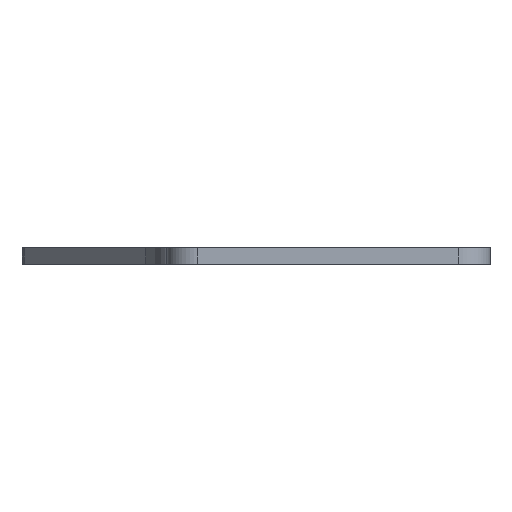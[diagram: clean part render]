
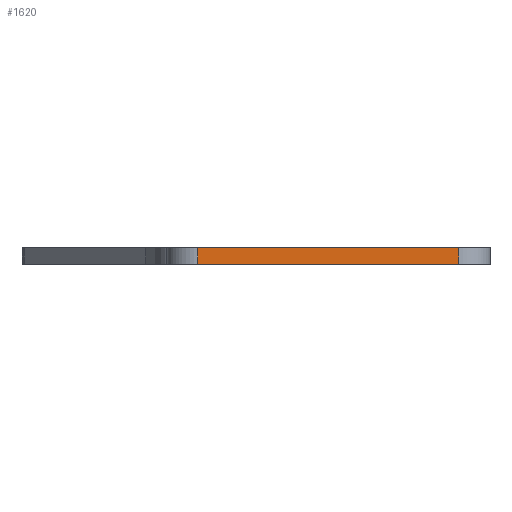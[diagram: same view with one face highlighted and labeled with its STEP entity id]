
A CAD part, front view. The second image highlights one B-rep face of the part: STEP entity #1620.
In plain terms, the highlighted planar face has unit normal (0, -1, 0).
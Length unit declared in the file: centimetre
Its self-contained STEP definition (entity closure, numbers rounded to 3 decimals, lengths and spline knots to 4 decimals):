
#94=PLANE('',#1743);
#173=FACE_OUTER_BOUND('',#261,.T.);
#261=EDGE_LOOP('',(#1511,#1512,#1513,#1514));
#307=LINE('',#2292,#483);
#389=LINE('',#2531,#565);
#437=LINE('',#2700,#613);
#438=LINE('',#2702,#614);
#483=VECTOR('',#1826,3.2239);
#565=VECTOR('',#2020,3.2239);
#613=VECTOR('',#2158,0.2);
#614=VECTOR('',#2161,0.2);
#714=VERTEX_POINT('',#2286);
#715=VERTEX_POINT('',#2291);
#791=VERTEX_POINT('',#2525);
#792=VERTEX_POINT('',#2530);
#876=EDGE_CURVE('',#714,#715,#307,.T.);
#988=EDGE_CURVE('',#791,#792,#389,.T.);
#1049=EDGE_CURVE('',#714,#792,#437,.T.);
#1050=EDGE_CURVE('',#715,#791,#438,.T.);
#1511=ORIENTED_EDGE('',*,*,#876,.F.);
#1512=ORIENTED_EDGE('',*,*,#1049,.T.);
#1513=ORIENTED_EDGE('',*,*,#988,.F.);
#1514=ORIENTED_EDGE('',*,*,#1050,.F.);
#1620=ADVANCED_FACE('',(#173),#94,.T.);
#1743=AXIS2_PLACEMENT_3D('',#2701,#2159,#2160);
#1826=DIRECTION('',(1.,0.,0.));
#2020=DIRECTION('',(-1.,0.,0.));
#2158=DIRECTION('',(0.,0.,-1.));
#2159=DIRECTION('center_axis',(0.,-1.,0.));
#2160=DIRECTION('ref_axis',(-1.,0.,0.));
#2161=DIRECTION('',(0.,0.,-1.));
#2286=CARTESIAN_POINT('',(-14.4546,0.3081,0.2));
#2291=CARTESIAN_POINT('',(-11.2308,0.3081,0.2));
#2292=CARTESIAN_POINT('',(-12.1154,0.3081,0.2));
#2525=CARTESIAN_POINT('',(-11.2308,0.3081,0.));
#2530=CARTESIAN_POINT('',(-14.4546,0.3081,0.));
#2531=CARTESIAN_POINT('',(-12.4838,0.3081,0.));
#2700=CARTESIAN_POINT('',(-14.4546,0.3081,0.2039));
#2701=CARTESIAN_POINT('Origin',(-11.2308,0.3081,0.2039));
#2702=CARTESIAN_POINT('',(-11.2308,0.3081,0.2039));
